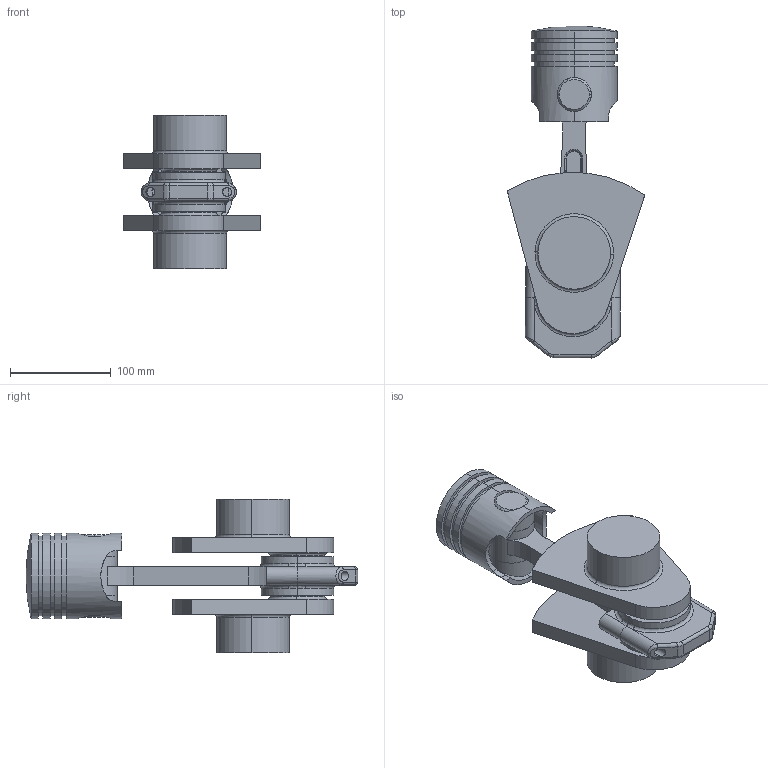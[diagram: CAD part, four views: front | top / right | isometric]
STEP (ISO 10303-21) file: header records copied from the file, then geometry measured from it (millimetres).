
FILE_DESCRIPTION (( 'STEP AP214' ), '1' );
FILE_NAME ('Assembly_SP_SW.STEP', '2025-06-29T12:24:26', ( '' ), ( '' ), 'SwSTEP 2.0', 'SolidWorks 2025', '' );
FILE_SCHEMA (( 'AUTOMOTIVE_DESIGN' ));
Length unit declared in the file: metre
Products named in the file (6): 6_piston_pin; 5_connecting_rod_cap; 1_piston; Assembly_SP_SW; 3_crankshaft; 4_connecting rod
Assembly tree (5 placements, depth 2):
  Assembly_SP_SW
    3_crankshaft
    1_piston
    4_connecting rod
    5_connecting_rod_cap
    6_piston_pin
Bounding box: 136.38 x 329.31 x 152 mm (x, y, z)
Volume: 1285440.2 mm3; surface area: 222604 mm2
Topology: 5 solids, 5 shells, 186 faces, 450 edges, 284 vertices
Faces by surface type: cylinder 89, plane 58, torus 24, bspline 10, cone 4, sphere 1
Entity records: 6550 total; most frequent: CARTESIAN_POINT 1985, DIRECTION 969, ORIENTED_EDGE 894, EDGE_CURVE 447, AXIS2_PLACEMENT_3D 398, VERTEX_POINT 282, CIRCLE 214, EDGE_LOOP 211
